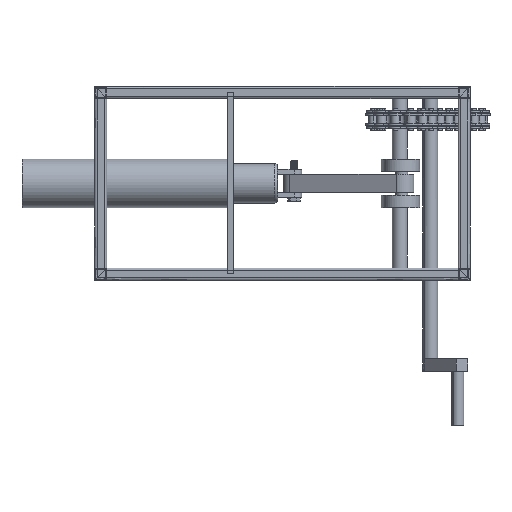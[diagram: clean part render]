
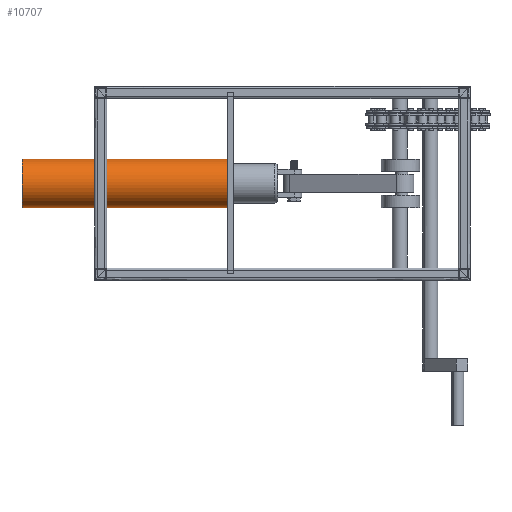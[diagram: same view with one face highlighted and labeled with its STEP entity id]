
A CAD part, front view. The second image highlights one B-rep face of the part: STEP entity #10707.
In plain terms, the highlighted free-form (B-spline) face has degree [2, 1] with [5, 2] control points.
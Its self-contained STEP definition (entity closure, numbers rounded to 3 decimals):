
#10552 = VERTEX_POINT('',#10553);
#10553 = CARTESIAN_POINT('',(209.801,457.212,
    526.731));
#10554 = VERTEX_POINT('',#10555);
#10555 = CARTESIAN_POINT('',(209.801,457.212,
    624.231));
#10563 = EDGE_CURVE('',#10552,#10564,#10566,.T.);
#10564 = VERTEX_POINT('',#10565);
#10565 = CARTESIAN_POINT('',(-216.76,457.212,
    526.731));
#10566 = B_SPLINE_CURVE_WITH_KNOTS('',1,(#10567,#10568),.UNSPECIFIED.,
  .F.,.F.,(2,2),(-0.,350.),.PIECEWISE_BEZIER_KNOTS.);
#10567 = CARTESIAN_POINT('',(209.801,457.212,
    526.731));
#10568 = CARTESIAN_POINT('',(-216.76,457.212,
    526.731));
#10571 = VERTEX_POINT('',#10572);
#10572 = CARTESIAN_POINT('',(-216.76,457.212,
    624.231));
#10580 = EDGE_CURVE('',#10554,#10571,#10581,.T.);
#10581 = B_SPLINE_CURVE_WITH_KNOTS('',1,(#10582,#10583),.UNSPECIFIED.,
  .F.,.F.,(2,2),(-0.,350.),.PIECEWISE_BEZIER_KNOTS.);
#10582 = CARTESIAN_POINT('',(209.801,457.212,
    624.231));
#10583 = CARTESIAN_POINT('',(-216.76,457.212,
    624.231));
#10707 = ADVANCED_FACE('',(#10708),#10728,.T.);
#10708 = FACE_BOUND('',#10709,.T.);
#10709 = EDGE_LOOP('',(#10710,#10711,#10719,#10720));
#10710 = ORIENTED_EDGE('',*,*,#10563,.F.);
#10711 = ORIENTED_EDGE('',*,*,#10712,.F.);
#10712 = EDGE_CURVE('',#10554,#10552,#10713,.T.);
#10713 = ( BOUNDED_CURVE() B_SPLINE_CURVE(2,(#10714,#10715,#10716,#10717
,#10718),.UNSPECIFIED.,.F.,.F.) B_SPLINE_CURVE_WITH_KNOTS((3,2,3),(
    3.142,4.712,6.283),
.PIECEWISE_BEZIER_KNOTS.) CURVE() GEOMETRIC_REPRESENTATION_ITEM() 
RATIONAL_B_SPLINE_CURVE((1.,0.707,1.,0.707,1.)) 
REPRESENTATION_ITEM('') );
#10714 = CARTESIAN_POINT('',(209.801,457.212,
    624.231));
#10715 = CARTESIAN_POINT('',(209.801,408.462,
    624.231));
#10716 = CARTESIAN_POINT('',(209.801,408.462,
    575.481));
#10717 = CARTESIAN_POINT('',(209.801,408.462,
    526.731));
#10718 = CARTESIAN_POINT('',(209.801,457.212,
    526.731));
#10719 = ORIENTED_EDGE('',*,*,#10580,.T.);
#10720 = ORIENTED_EDGE('',*,*,#10721,.T.);
#10721 = EDGE_CURVE('',#10571,#10564,#10722,.T.);
#10722 = ( BOUNDED_CURVE() B_SPLINE_CURVE(2,(#10723,#10724,#10725,#10726
,#10727),.UNSPECIFIED.,.F.,.F.) B_SPLINE_CURVE_WITH_KNOTS((3,2,3),(
    3.142,4.712,6.283),
.PIECEWISE_BEZIER_KNOTS.) CURVE() GEOMETRIC_REPRESENTATION_ITEM() 
RATIONAL_B_SPLINE_CURVE((1.,0.707,1.,0.707,1.)) 
REPRESENTATION_ITEM('') );
#10723 = CARTESIAN_POINT('',(-216.76,457.212,
    624.231));
#10724 = CARTESIAN_POINT('',(-216.76,408.462,
    624.231));
#10725 = CARTESIAN_POINT('',(-216.76,408.462,
    575.481));
#10726 = CARTESIAN_POINT('',(-216.76,408.462,
    526.731));
#10727 = CARTESIAN_POINT('',(-216.76,457.212,
    526.731));
#10728 = ( BOUNDED_SURFACE() B_SPLINE_SURFACE(2,1,(
    (#10729,#10730)
    ,(#10731,#10732)
    ,(#10733,#10734)
    ,(#10735,#10736)
    ,(#10737,#10738
)),.UNSPECIFIED.,.F.,.F.,.F.) B_SPLINE_SURFACE_WITH_KNOTS((3,2,3),(2,2),
  (3.142,4.712,6.283),(0.,350.),
.PIECEWISE_BEZIER_KNOTS.) GEOMETRIC_REPRESENTATION_ITEM() 
RATIONAL_B_SPLINE_SURFACE((
    (1.,1.)
    ,(0.707,0.707)
    ,(1.,1.)
    ,(0.707,0.707)
,(1.,1.))) REPRESENTATION_ITEM('') SURFACE() );
#10729 = CARTESIAN_POINT('',(209.801,457.212,
    526.731));
#10730 = CARTESIAN_POINT('',(-216.76,457.212,
    526.731));
#10731 = CARTESIAN_POINT('',(209.801,408.462,
    526.731));
#10732 = CARTESIAN_POINT('',(-216.76,408.462,
    526.731));
#10733 = CARTESIAN_POINT('',(209.801,408.462,
    575.481));
#10734 = CARTESIAN_POINT('',(-216.76,408.462,
    575.481));
#10735 = CARTESIAN_POINT('',(209.801,408.462,
    624.231));
#10736 = CARTESIAN_POINT('',(-216.76,408.462,
    624.231));
#10737 = CARTESIAN_POINT('',(209.801,457.212,
    624.231));
#10738 = CARTESIAN_POINT('',(-216.76,457.212,
    624.231));
